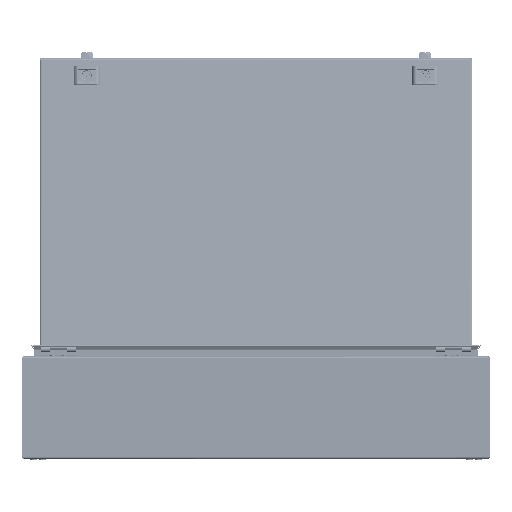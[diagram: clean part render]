
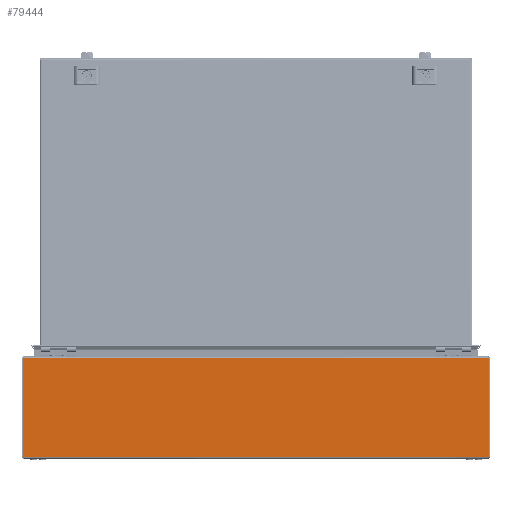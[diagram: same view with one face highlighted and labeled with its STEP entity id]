
A CAD part, front view. The second image highlights one B-rep face of the part: STEP entity #79444.
In plain terms, the highlighted planar face has unit normal (0, -1, 0).
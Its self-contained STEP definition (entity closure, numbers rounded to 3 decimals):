
#10021 = AXIS2_PLACEMENT_3D ( 'NONE', #16528, #16535, #16536 ) ;
#16528 = CARTESIAN_POINT ( 'NONE',  ( -398.5, -300., 172. ) ) ;
#16531 = FACE_OUTER_BOUND ( 'NONE', #75176, .T. ) ;
#16532 = PLANE ( 'NONE',  #10021 ) ;
#16535 = DIRECTION ( 'NONE',  ( 0., 1., 0. ) ) ;
#16536 = DIRECTION ( 'NONE',  ( 0., 0., 1. ) ) ;
#63800 = VECTOR ( 'NONE', #67539, 1000. ) ;
#63806 = VECTOR ( 'NONE', #67534, 1000. ) ;
#63808 = VECTOR ( 'NONE', #67521, 1000. ) ;
#63813 = VECTOR ( 'NONE', #67545, 1000. ) ;
#65704 = EDGE_CURVE ( 'NONE', #150454, #150448, #67517, .T. ) ;
#65711 = EDGE_CURVE ( 'NONE', #150452, #150447, #67529, .T. ) ;
#65716 = EDGE_CURVE ( 'NONE', #150448, #150447, #67499, .T. ) ;
#65720 = EDGE_CURVE ( 'NONE', #150454, #150452, #67541, .T. ) ;
#67499 = LINE ( 'NONE', #67536, #63800 ) ;
#67517 = LINE ( 'NONE', #67519, #63808 ) ;
#67519 = CARTESIAN_POINT ( 'NONE',  ( -398.5, -300., 1.5 ) ) ;
#67521 = DIRECTION ( 'NONE',  ( -1., 0., 0. ) ) ;
#67529 = LINE ( 'NONE', #67532, #63806 ) ;
#67532 = CARTESIAN_POINT ( 'NONE',  ( 397.793, -300., 170.5 ) ) ;
#67534 = DIRECTION ( 'NONE',  ( -1., 0., 0. ) ) ;
#67536 = CARTESIAN_POINT ( 'NONE',  ( -398.4, -300., 1.5 ) ) ;
#67539 = DIRECTION ( 'NONE',  ( 0., 0., 1. ) ) ;
#67541 = LINE ( 'NONE', #67543, #63813 ) ;
#67543 = CARTESIAN_POINT ( 'NONE',  ( 398.4, -300., 1.5 ) ) ;
#67545 = DIRECTION ( 'NONE',  ( 0., 0., 1. ) ) ;
#75176 = EDGE_LOOP ( 'NONE', ( #84481, #84483, #84485, #84487 ) ) ;
#79444 = ADVANCED_FACE ( 'NONE', ( #16531 ), #16532, .F. ) ;
#84481 = ORIENTED_EDGE ( 'NONE', *, *, #65711, .T. ) ;
#84483 = ORIENTED_EDGE ( 'NONE', *, *, #65716, .F. ) ;
#84485 = ORIENTED_EDGE ( 'NONE', *, *, #65704, .F. ) ;
#84487 = ORIENTED_EDGE ( 'NONE', *, *, #65720, .T. ) ;
#150447 = VERTEX_POINT ( 'NONE', #152132 ) ;
#150448 = VERTEX_POINT ( 'NONE', #152133 ) ;
#150452 = VERTEX_POINT ( 'NONE', #152137 ) ;
#150454 = VERTEX_POINT ( 'NONE', #152139 ) ;
#152132 = CARTESIAN_POINT ( 'NONE',  ( -398.4, -300., 170.5 ) ) ;
#152133 = CARTESIAN_POINT ( 'NONE',  ( -398.4, -300., 1.5 ) ) ;
#152137 = CARTESIAN_POINT ( 'NONE',  ( 398.4, -300., 170.5 ) ) ;
#152139 = CARTESIAN_POINT ( 'NONE',  ( 398.4, -300., 1.5 ) ) ;
